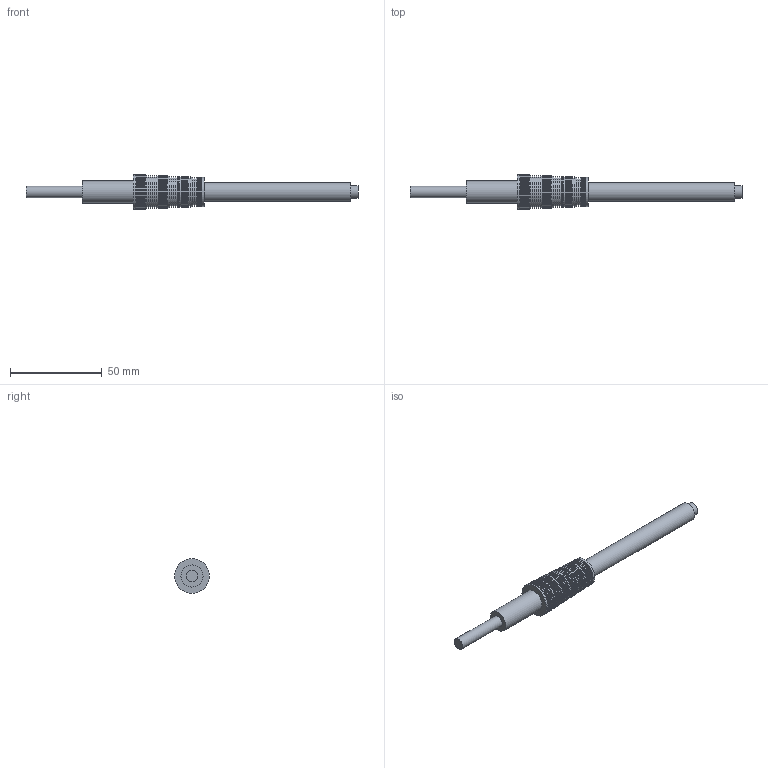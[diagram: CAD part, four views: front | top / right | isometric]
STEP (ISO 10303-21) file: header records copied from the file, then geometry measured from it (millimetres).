
FILE_DESCRIPTION(/* description */ (''),/* implementation_level */ '2;1');
FILE_NAME(/* name */ 'Shaft_MachiningTest_Feb3.stp',/* time_stamp */ '2025-02-03T12:16:46-05:00',/* author */ (''),/* organization */ (''),/* preprocessor_version */ 'ST-DEVELOPER v18.102',/* originating_system */ 'SIEMENS PLM Software NX 2027',/* authorisation */ '');
FILE_SCHEMA (('AUTOMOTIVE_DESIGN { 1 0 10303 214 3 1 1 1 }'));
Length unit declared in the file: inch
Products named in the file (1): Seal Integrated Shaft
Bounding box: 180.62 x 18.8 x 18.8 mm (x, y, z)
Volume: 18945.4 mm3; surface area: 9301.8 mm2
Topology: 1 solids, 1 shells, 141 faces, 210 edges, 140 vertices
Faces by surface type: plane 71, cylinder 70
Full cylindrical faces by diameter (mm): 6.35 x1, 7.01 x1, 10.16 x1, 12 x1, 14.427 x5, 14.986 x5, 15.545 x5, 16.002 x6, 16.104 x5, 16.561 x6, 16.662 x5, 17.12 x6, 17.221 x5, 17.678 x6, 18.237 x6, 18.796 x6
Entity records: 2840 total; most frequent: DIRECTION 564, CARTESIAN_POINT 422, AXIS2_PLACEMENT_3D 282, EDGE_LOOP 280, ORIENTED_EDGE 280, FACE_BOUND 278, ADVANCED_FACE 141, VERTEX_POINT 140
